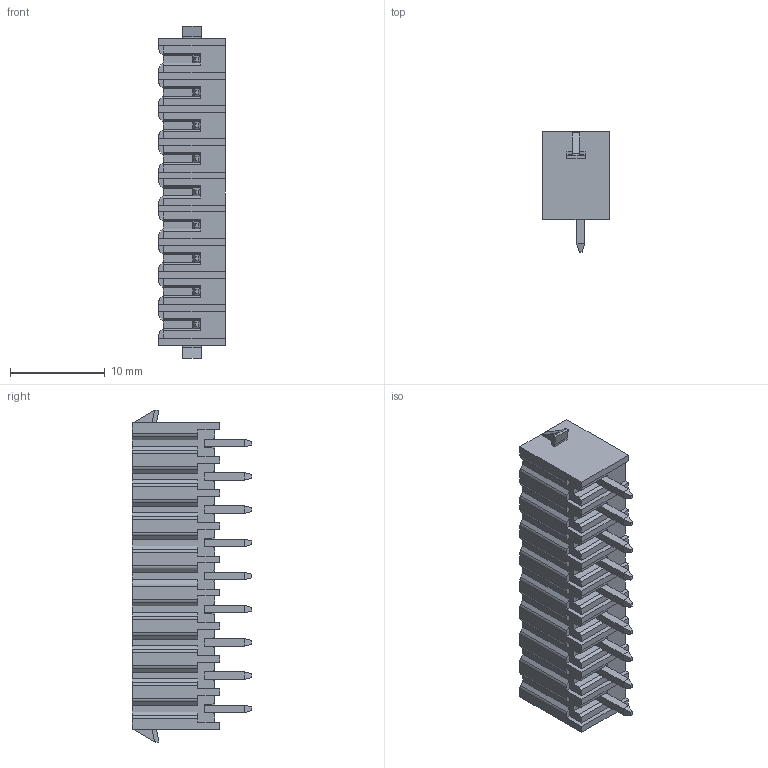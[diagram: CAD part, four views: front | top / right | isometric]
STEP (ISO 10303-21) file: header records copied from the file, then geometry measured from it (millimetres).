
FILE_DESCRIPTION((''),'2;1');
FILE_NAME('PRT0002','2024-10-12T',('sheji'),(''),'PRO/ENGINEER BY PARAMETRIC TECHNOLOGY CORPORATION, 2015240','PRO/ENGINEER BY PARAMETRIC TECHNOLOGY CORPORATION, 2015240','');
FILE_SCHEMA(('CONFIG_CONTROL_DESIGN'));
Length unit declared in the file: millimetre
Products named in the file (1): PRT0002
Bounding box: 7 x 12.6 x 35 mm (x, y, z)
Volume: 920.3 mm3; surface area: 2874.8 mm2
Topology: 1 solids, 1 shells, 577 faces, 1566 edges, 1020 vertices
Faces by surface type: plane 476, cylinder 83, cone 18
Entity records: 17937 total; most frequent: CARTESIAN_POINT 3370, ORIENTED_EDGE 3132, DIRECTION 2800, EDGE_CURVE 1566, VECTOR 1342, LINE 1342, VERTEX_POINT 1020, AXIS2_PLACEMENT_3D 729
